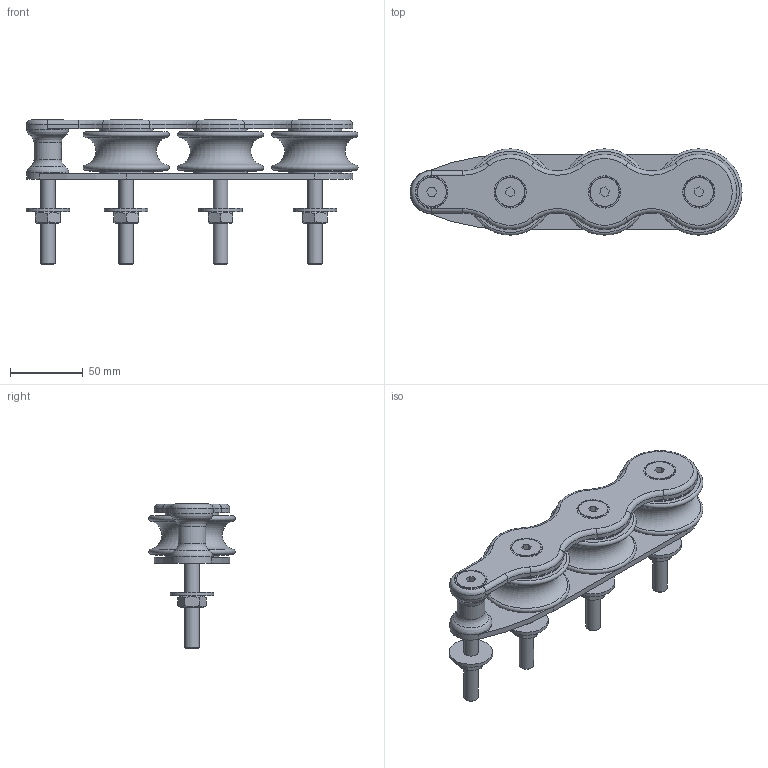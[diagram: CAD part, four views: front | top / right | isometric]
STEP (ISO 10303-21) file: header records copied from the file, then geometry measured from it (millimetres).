
FILE_DESCRIPTION(/* description */ (''),/* implementation_level */ '2;1');
FILE_NAME(/* name */ 'D630.stp',/* time_stamp */ '2016-04-04T11:32:18+02:00',/* author */ ('Nicola'),/* organization */ (''),/* preprocessor_version */ 'ST-DEVELOPER v16.1',/* originating_system */ 'Autodesk Inventor 2016',/* authorisation */ '');
FILE_SCHEMA (('AUTOMOTIVE_DESIGN { 1 0 10303 214 3 1 1 }'));
Length unit declared in the file: millimetre
Products named in the file (1): D630
Bounding box: 228.7 x 59.4 x 100 mm (x, y, z)
Volume: 304237.9 mm3; surface area: 84203.9 mm2
Topology: 1 solids, 1 shells, 220 faces, 464 edges, 302 vertices
Faces by surface type: plane 112, cylinder 63, torus 25, cone 20
Full cylindrical faces by diameter (mm): 10 x8, 10.2 x4, 10.5 x4, 11.7 x4, 11.75 x4, 19 x1, 20 x4, 29 x2, 30 x4, 37 x6, 50 x6
Entity records: 5310 total; most frequent: CARTESIAN_POINT 959, DIRECTION 944, ORIENTED_EDGE 724, AXIS2_PLACEMENT_3D 409, EDGE_LOOP 362, EDGE_CURVE 362, VERTEX_POINT 280, FACE_OUTER_BOUND 220
